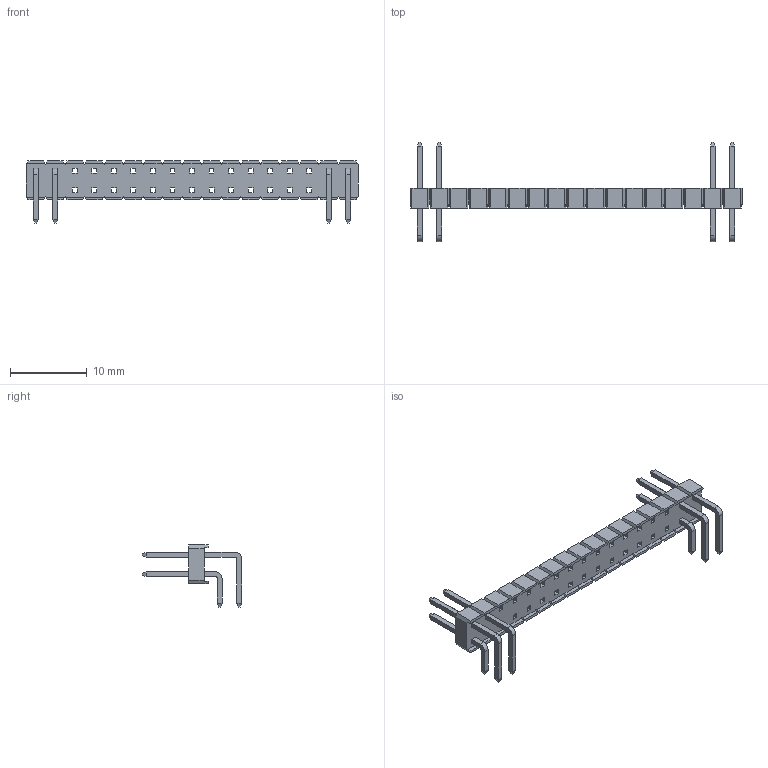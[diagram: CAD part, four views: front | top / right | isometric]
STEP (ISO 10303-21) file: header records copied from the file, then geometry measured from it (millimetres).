
FILE_DESCRIPTION(/* description */ (''),/* implementation_level */ '2;1');
FILE_NAME(/* name */ 'WURTH_61303421021.stp',/* time_stamp */ '2016-03-07T15:52:50+01:00',/* author */ ('riccim'),/* organization */ ('WE'),/* preprocessor_version */ 'ST-DEVELOPER v15.5',/* originating_system */ 'AutoCAD Mechanical',/* authorisation */ ' ');
FILE_SCHEMA (('AUTOMOTIVE_DESIGN { 1 0 10303 214 3 1 1 }'));
Length unit declared in the file: millimetre
Products named in the file (1): Product
Bounding box: 43.18 x 12.9 x 8.08 mm (x, y, z)
Volume: 476 mm3; surface area: 1239.8 mm2
Topology: 9 solids, 9 shells, 454 faces, 1244 edges, 808 vertices
Faces by surface type: plane 438, cylinder 16
Entity records: 14195 total; most frequent: CARTESIAN_POINT 2507, ORIENTED_EDGE 2488, DIRECTION 2186, EDGE_CURVE 1244, LINE 1212, VECTOR 1212, VERTEX_POINT 808, EDGE_LOOP 522
